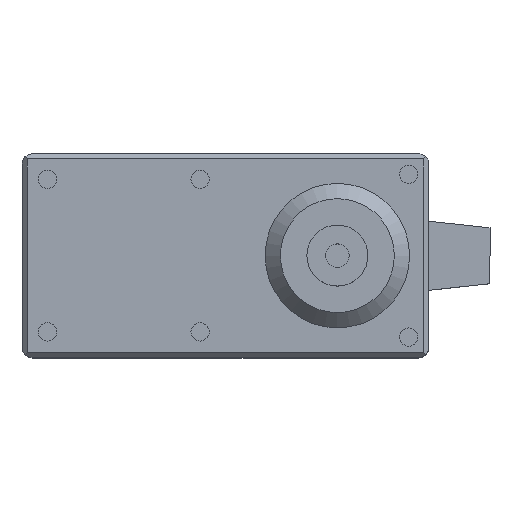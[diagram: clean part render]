
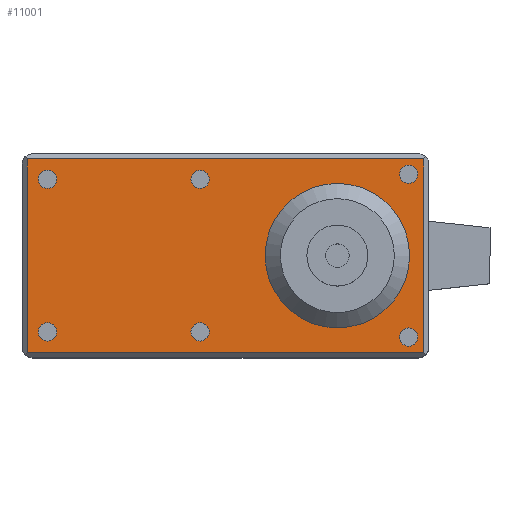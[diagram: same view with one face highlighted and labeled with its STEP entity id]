
A CAD part, top view. The second image highlights one B-rep face of the part: STEP entity #11001.
In plain terms, the highlighted planar face has unit normal (0, 0, 1).
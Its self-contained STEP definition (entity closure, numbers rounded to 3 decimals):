
#966=FACE_BOUND('',#3839,.T.);
#967=FACE_BOUND('',#3840,.T.);
#968=FACE_BOUND('',#3841,.T.);
#969=FACE_BOUND('',#3842,.T.);
#970=FACE_BOUND('',#3843,.T.);
#971=FACE_BOUND('',#3844,.T.);
#972=FACE_BOUND('',#3845,.T.);
#1534=LINE('',#19651,#2403);
#1537=LINE('',#19656,#2406);
#1539=LINE('',#19660,#2408);
#1540=LINE('',#19662,#2409);
#2403=VECTOR('',#12838,10.);
#2406=VECTOR('',#12843,10.);
#2408=VECTOR('',#12847,10.);
#2409=VECTOR('',#12850,10.);
#3207=FACE_OUTER_BOUND('',#3838,.T.);
#3838=EDGE_LOOP('',(#9147,#9148,#9149,#9150));
#3839=EDGE_LOOP('',(#9151));
#3840=EDGE_LOOP('',(#9152));
#3841=EDGE_LOOP('',(#9153));
#3842=EDGE_LOOP('',(#9154));
#3843=EDGE_LOOP('',(#9155));
#3844=EDGE_LOOP('',(#9156));
#3845=EDGE_LOOP('',(#9157));
#4127=CIRCLE('',#11512,7.1);
#4128=CIRCLE('',#11513,0.9);
#4129=CIRCLE('',#11514,0.9);
#4130=CIRCLE('',#11515,0.9);
#4131=CIRCLE('',#11516,0.9);
#4132=CIRCLE('',#11517,0.9);
#4133=CIRCLE('',#11518,0.9);
#4978=VERTEX_POINT('',#19648);
#4979=VERTEX_POINT('',#19650);
#4980=VERTEX_POINT('',#19654);
#4981=VERTEX_POINT('',#19658);
#4982=VERTEX_POINT('',#19664);
#4983=VERTEX_POINT('',#19666);
#4984=VERTEX_POINT('',#19668);
#4985=VERTEX_POINT('',#19670);
#4986=VERTEX_POINT('',#19672);
#4987=VERTEX_POINT('',#19674);
#4988=VERTEX_POINT('',#19676);
#6434=EDGE_CURVE('',#4978,#4979,#1534,.T.);
#6437=EDGE_CURVE('',#4980,#4978,#1537,.T.);
#6439=EDGE_CURVE('',#4981,#4980,#1539,.T.);
#6440=EDGE_CURVE('',#4979,#4981,#1540,.T.);
#6441=EDGE_CURVE('',#4982,#4982,#4127,.T.);
#6442=EDGE_CURVE('',#4983,#4983,#4128,.T.);
#6443=EDGE_CURVE('',#4984,#4984,#4129,.T.);
#6444=EDGE_CURVE('',#4985,#4985,#4130,.T.);
#6445=EDGE_CURVE('',#4986,#4986,#4131,.T.);
#6446=EDGE_CURVE('',#4987,#4987,#4132,.T.);
#6447=EDGE_CURVE('',#4988,#4988,#4133,.T.);
#9147=ORIENTED_EDGE('',*,*,#6437,.F.);
#9148=ORIENTED_EDGE('',*,*,#6439,.F.);
#9149=ORIENTED_EDGE('',*,*,#6440,.F.);
#9150=ORIENTED_EDGE('',*,*,#6434,.F.);
#9151=ORIENTED_EDGE('',*,*,#6441,.F.);
#9152=ORIENTED_EDGE('',*,*,#6442,.T.);
#9153=ORIENTED_EDGE('',*,*,#6443,.T.);
#9154=ORIENTED_EDGE('',*,*,#6444,.T.);
#9155=ORIENTED_EDGE('',*,*,#6445,.T.);
#9156=ORIENTED_EDGE('',*,*,#6446,.T.);
#9157=ORIENTED_EDGE('',*,*,#6447,.T.);
#10537=PLANE('',#11511);
#11001=ADVANCED_FACE('',(#3207,#966,#967,#968,#969,#970,#971,#972),#10537,
 .T.);
#11511=AXIS2_PLACEMENT_3D('',#19663,#12851,#12852);
#11512=AXIS2_PLACEMENT_3D('',#19665,#12853,#12854);
#11513=AXIS2_PLACEMENT_3D('',#19667,#12855,#12856);
#11514=AXIS2_PLACEMENT_3D('',#19669,#12857,#12858);
#11515=AXIS2_PLACEMENT_3D('',#19671,#12859,#12860);
#11516=AXIS2_PLACEMENT_3D('',#19673,#12861,#12862);
#11517=AXIS2_PLACEMENT_3D('',#19675,#12863,#12864);
#11518=AXIS2_PLACEMENT_3D('',#19677,#12865,#12866);
#12838=DIRECTION('',(0.,1.,0.));
#12843=DIRECTION('',(-1.,0.,0.));
#12847=DIRECTION('',(0.,-1.,0.));
#12850=DIRECTION('',(1.,0.,0.));
#12851=DIRECTION('center_axis',(0.,0.,1.));
#12852=DIRECTION('ref_axis',(1.,0.,0.));
#12853=DIRECTION('center_axis',(0.,0.,1.));
#12854=DIRECTION('ref_axis',(1.,0.,0.));
#12855=DIRECTION('center_axis',(0.,0.,-1.));
#12856=DIRECTION('ref_axis',(1.,0.,0.));
#12857=DIRECTION('center_axis',(0.,0.,-1.));
#12858=DIRECTION('ref_axis',(1.,0.,0.));
#12859=DIRECTION('center_axis',(0.,0.,-1.));
#12860=DIRECTION('ref_axis',(1.,0.,0.));
#12861=DIRECTION('center_axis',(0.,0.,-1.));
#12862=DIRECTION('ref_axis',(1.,0.,0.));
#12863=DIRECTION('center_axis',(0.,0.,-1.));
#12864=DIRECTION('ref_axis',(1.,0.,0.));
#12865=DIRECTION('center_axis',(0.,0.,-1.));
#12866=DIRECTION('ref_axis',(1.,0.,0.));
#19648=CARTESIAN_POINT('',(-19.5,0.5,20.25));
#19650=CARTESIAN_POINT('',(-19.5,19.5,20.25));
#19651=CARTESIAN_POINT('',(-19.5,0.,20.25));
#19654=CARTESIAN_POINT('',(19.5,0.5,20.25));
#19656=CARTESIAN_POINT('',(-10.,0.5,20.25));
#19658=CARTESIAN_POINT('',(19.5,19.5,20.25));
#19660=CARTESIAN_POINT('',(19.5,0.,20.25));
#19662=CARTESIAN_POINT('',(-10.,19.5,20.25));
#19663=CARTESIAN_POINT('Origin',(-20.,0.,20.25));
#19664=CARTESIAN_POINT('',(3.9,10.,20.25));
#19665=CARTESIAN_POINT('Origin',(11.,10.,20.25));
#19666=CARTESIAN_POINT('',(-18.4,2.5,20.25));
#19667=CARTESIAN_POINT('Origin',(-17.5,2.5,20.25));
#19668=CARTESIAN_POINT('',(17.1,18.,20.25));
#19669=CARTESIAN_POINT('Origin',(18.,18.,20.25));
#19670=CARTESIAN_POINT('',(-3.4,2.5,20.25));
#19671=CARTESIAN_POINT('Origin',(-2.5,2.5,20.25));
#19672=CARTESIAN_POINT('',(-18.4,17.5,20.25));
#19673=CARTESIAN_POINT('Origin',(-17.5,17.5,20.25));
#19674=CARTESIAN_POINT('',(17.1,2.,20.25));
#19675=CARTESIAN_POINT('Origin',(18.,2.,20.25));
#19676=CARTESIAN_POINT('',(-3.4,17.5,20.25));
#19677=CARTESIAN_POINT('Origin',(-2.5,17.5,20.25));
